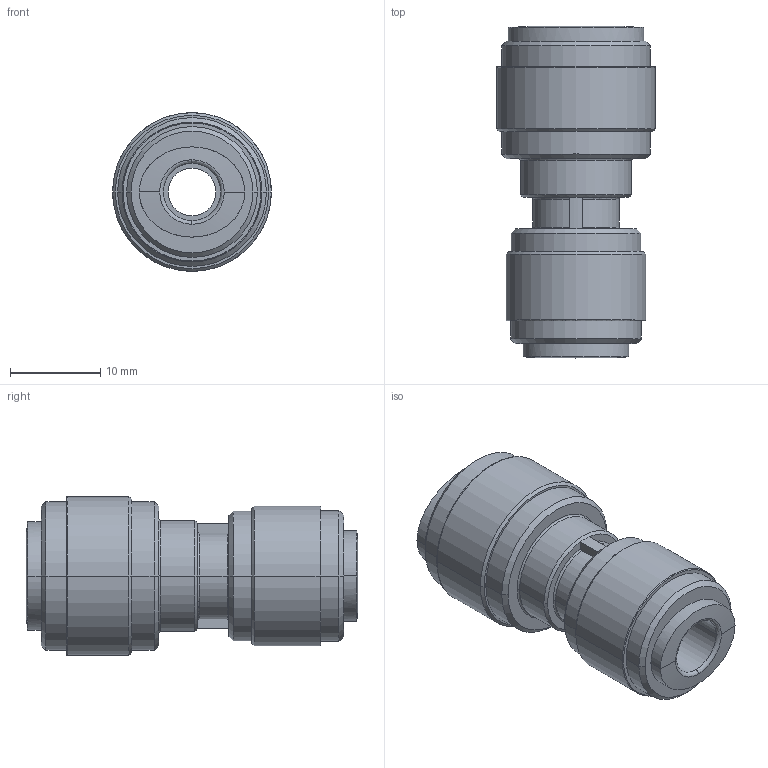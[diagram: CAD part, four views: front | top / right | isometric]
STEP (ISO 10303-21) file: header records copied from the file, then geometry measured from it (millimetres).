
FILE_DESCRIPTION (( 'STEP AP214' ), '1' );
FILE_NAME ('UR516-14-P.step', '2017-08-29T21:01:54', ( '' ), ( '' ), 'SwSTEP 2.0', 'SolidWorks 2017', '' );
FILE_SCHEMA (( 'AUTOMOTIVE_DESIGN' ));
Length unit declared in the file: inch
Products named in the file (1): UR516-14-P
Bounding box: 17.6 x 36.8 x 17.6 mm (x, y, z)
Volume: 4920.9 mm3; surface area: 3086.6 mm2
Topology: 1 solids, 1 shells, 79 faces, 182 edges, 113 vertices
Faces by surface type: cylinder 25, bspline 16, plane 16, cone 14, torus 8
Entity records: 4306 total; most frequent: CARTESIAN_POINT 2525, DIRECTION 367, ORIENTED_EDGE 364, EDGE_CURVE 182, AXIS2_PLACEMENT_3D 158, VERTEX_POINT 113, CIRCLE 94, EDGE_LOOP 89
